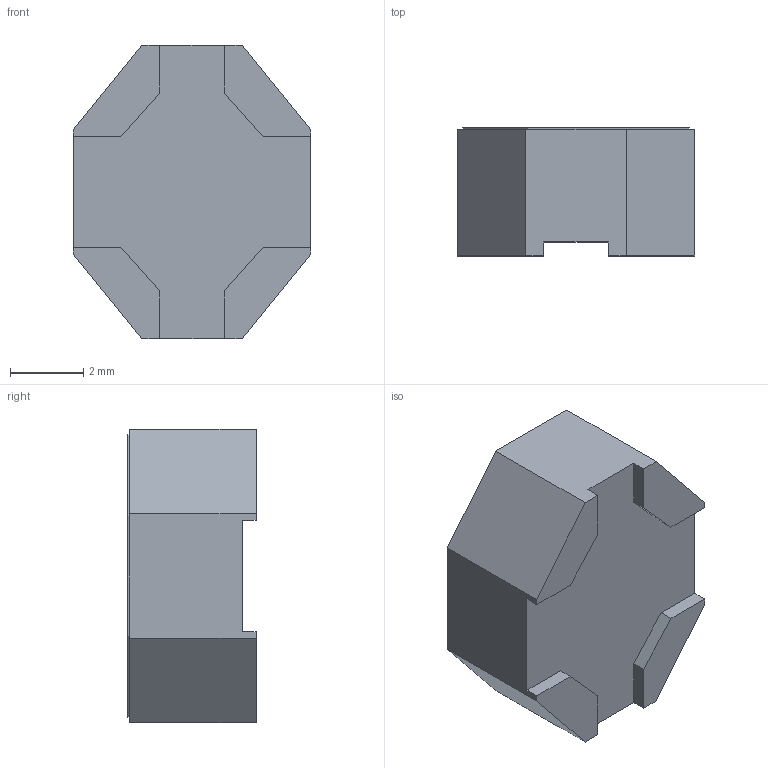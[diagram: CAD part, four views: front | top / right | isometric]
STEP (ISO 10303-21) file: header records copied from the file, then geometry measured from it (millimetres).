
FILE_DESCRIPTION (( 'STEP AP214' ), '1' );
FILE_NAME ('Coilcraft-LPD8035V.STEP', '2019-01-10T07:49:56', ( '' ), ( '' ), 'SwSTEP 2.0', 'SolidWorks 2018', '' );
FILE_SCHEMA (( 'AUTOMOTIVE_DESIGN' ));
Length unit declared in the file: millimetre
Products named in the file (1): Coilcraft-LPD8035V
Bounding box: 6.48 x 3.5 x 8 mm (x, y, z)
Volume: 139.4 mm3; surface area: 173.6 mm2
Topology: 1 solids, 1 shells, 117 faces, 294 edges, 186 vertices
Faces by surface type: plane 74, bspline 41, cylinder 2
Entity records: 4921 total; most frequent: CARTESIAN_POINT 1995, ORIENTED_EDGE 588, DIRECTION 370, EDGE_CURVE 294, LINE 208, VECTOR 208, VERTEX_POINT 186, EDGE_LOOP 124
